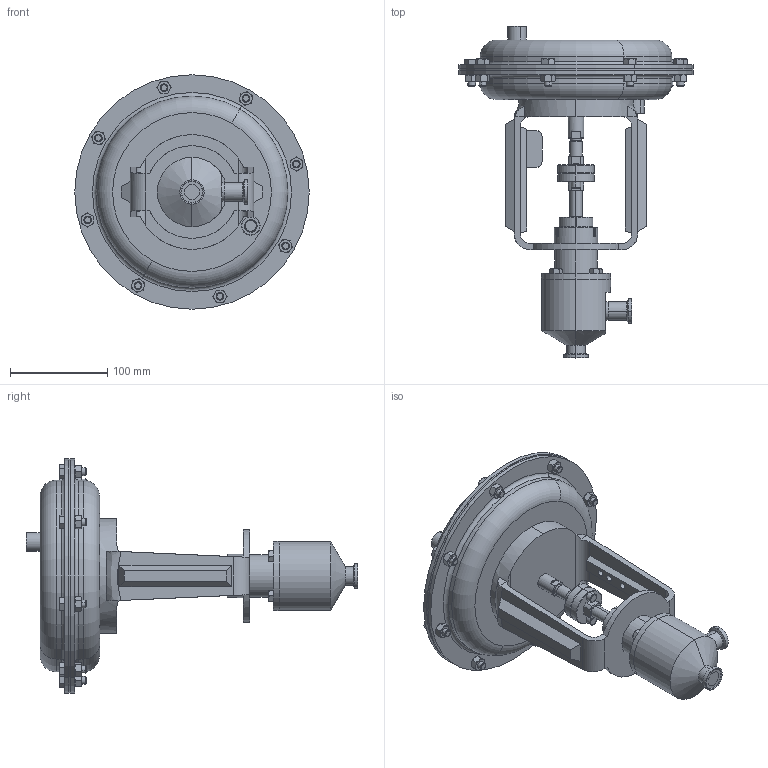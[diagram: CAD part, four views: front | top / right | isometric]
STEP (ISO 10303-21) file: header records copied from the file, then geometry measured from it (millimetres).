
FILE_DESCRIPTION (( 'STEP AP203' ), '1' );
FILE_NAME ('978E-075-JD-35M.STEP', '2017-06-08T20:58:59', ( '' ), ( '' ), 'SwSTEP 2.0', 'SolidWorks 2014', '' );
FILE_SCHEMA (( 'CONFIG_CONTROL_DESIGN' ));
Length unit declared in the file: inch
Products named in the file (2): 978E-075-JD-35M
Bounding box: 241.3 x 341.54 x 241.3 mm (x, y, z)
Volume: 2738857.3 mm3; surface area: 255577.7 mm2
Topology: 2 solids, 4 shells, 641 faces, 1469 edges, 899 vertices
Faces by surface type: plane 269, cone 241, cylinder 115, torus 14, bspline 2
Entity records: 19582 total; most frequent: CARTESIAN_POINT 5380, ORIENTED_EDGE 2938, DIRECTION 2869, EDGE_CURVE 1469, AXIS2_PLACEMENT_3D 1158, VERTEX_POINT 899, EDGE_LOOP 712, ADVANCED_FACE 641
